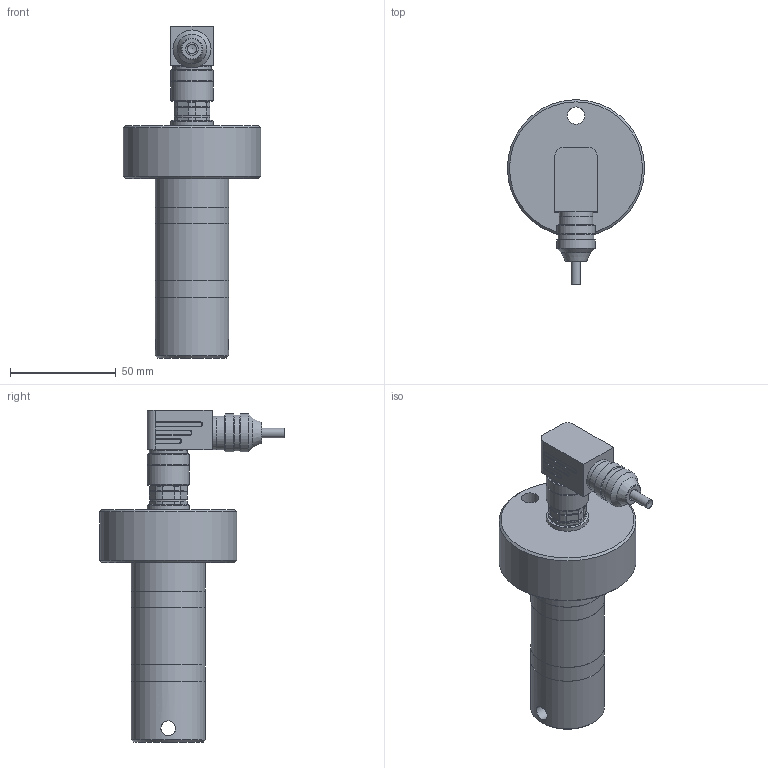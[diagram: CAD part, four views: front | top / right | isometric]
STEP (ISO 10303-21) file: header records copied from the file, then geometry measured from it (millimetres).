
FILE_DESCRIPTION (( 'STEP AP203' ), '1' );
FILE_NAME ('a_KMB35-4k-63k-S1.STEP', '2024-10-28T16:19:52', ( '' ), ( '' ), 'SwSTEP 2.0', 'SolidWorks 2023', '' );
FILE_SCHEMA (( 'CONFIG_CONTROL_DESIGN' ));
Length unit declared in the file: millimetre
Products named in the file (4): X02024Z1 SKINDICHT® MR-M 16x1,5 _ 12x1,5      Art_ Nr_ 52104310; a_KMB35-4k-63k-S1; S1
Assembly tree (3 placements, depth 2):
  a_KMB35-4k-63k-S1
    a_KMB35-4k-63k-S1
    X02024Z1 SKINDICHT® MR-M 16x1,5 _ 12x1,5      Art_ Nr_ 52104310
    S1
Bounding box: 65 x 87.48 x 157.25 mm (x, y, z)
Volume: 156224.3 mm3; surface area: 32596.5 mm2
Topology: 2 solids, 7 shells, 208 faces, 495 edges, 315 vertices
Faces by surface type: plane 92, cylinder 79, cone 29, torus 7, bspline 1
Full cylindrical faces by diameter (mm): 1.5 x4, 4.5 x1, 6 x1, 7 x1, 8.2 x1, 10.159 x1, 13.5 x1, 14 x1, 14.159 x1, 15.75 x1, 16 x3, 16.7 x1, 17 x1, 18 x3, 18.2 x1, 20 x3, 34.9 x2, 35 x3, 65 x1
Entity records: 6106 total; most frequent: CARTESIAN_POINT 1124, DIRECTION 1017, ORIENTED_EDGE 819, EDGE_CURVE 415, AXIS2_PLACEMENT_3D 403, VERTEX_POINT 294, EDGE_LOOP 293, FACE_OUTER_BOUND 240
